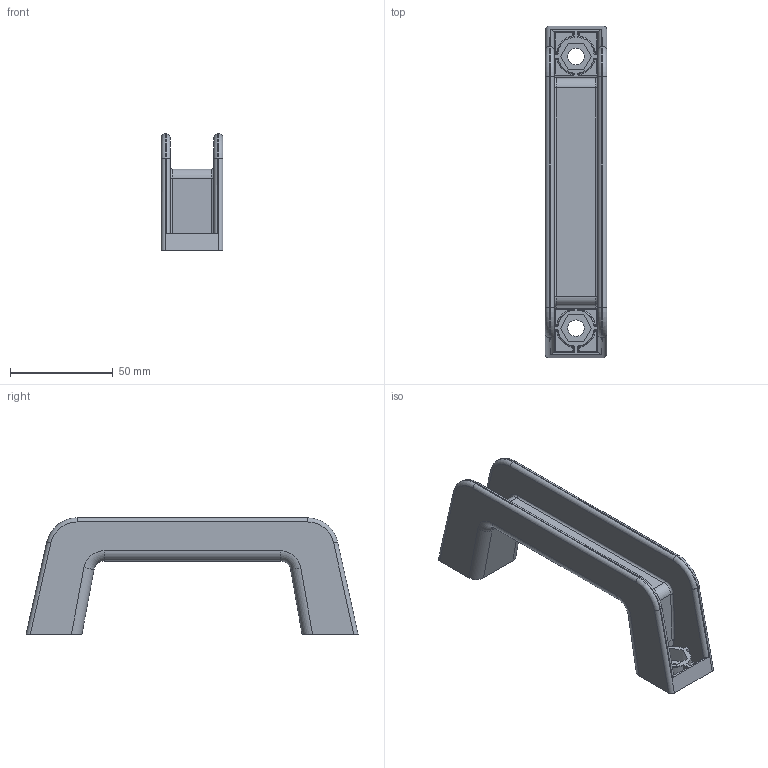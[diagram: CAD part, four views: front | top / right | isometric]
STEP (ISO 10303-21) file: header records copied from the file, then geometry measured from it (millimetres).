
FILE_DESCRIPTION( ( 'Unknown' ), '1' );
FILE_NAME( '6308085_MP132.stp', 'Unknown', ( 'Unknown' ), ( 'Unknown' ), 'PSStep 11.0', 'Unknown', ' ' );
FILE_SCHEMA( ( 'AUTOMOTIVE_DESIGN { 1 0 10303 214 1 1 1 1 }' ) );
Length unit declared in the file: millimetre
Products named in the file (1): 1
Bounding box: 30 x 161.3 x 56.5 mm (x, y, z)
Volume: 60229.6 mm3; surface area: 30993.9 mm2
Topology: 1 solids, 1 shells, 187 faces, 461 edges, 278 vertices
Faces by surface type: cylinder 87, plane 68, torus 32
Full cylindrical faces by diameter (mm): 8 x2
Entity records: 7071 total; most frequent: CARTESIAN_POINT 1113, DIRECTION 957, ORIENTED_EDGE 916, EDGE_CURVE 458, AXIS2_PLACEMENT_3D 345, VERTEX_POINT 277, LINE 267, VECTOR 267
